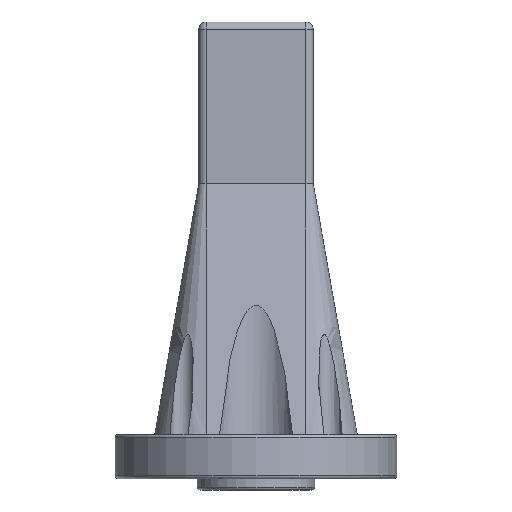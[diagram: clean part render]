
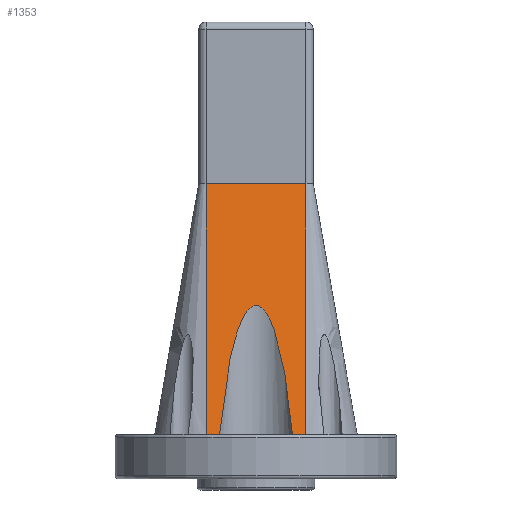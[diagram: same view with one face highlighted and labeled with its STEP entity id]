
A CAD part, front view. The second image highlights one B-rep face of the part: STEP entity #1353.
In plain terms, the highlighted planar face has unit normal (0, -0.985, 0.174).
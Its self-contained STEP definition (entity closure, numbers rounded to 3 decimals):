
#30=ELLIPSE('',#1547,15.837,2.75);
#75=PLANE('',#1562);
#83=LINE('',#2083,#149);
#86=LINE('',#2118,#152);
#122=LINE('',#2629,#188);
#128=LINE('',#2644,#194);
#129=LINE('',#2646,#195);
#149=VECTOR('',#1620,10.);
#152=VECTOR('',#1653,10.);
#188=VECTOR('',#1959,10.);
#194=VECTOR('',#1975,10.);
#195=VECTOR('',#1978,10.);
#327=FACE_OUTER_BOUND('',#423,.T.);
#423=EDGE_LOOP('',(#1187,#1188,#1189,#1190,#1191,#1192));
#560=VERTEX_POINT('',#2079);
#561=VERTEX_POINT('',#2080);
#562=VERTEX_POINT('',#2082);
#579=VERTEX_POINT('',#2116);
#655=VERTEX_POINT('',#2628);
#659=VERTEX_POINT('',#2642);
#682=EDGE_CURVE('',#562,#561,#83,.T.);
#700=EDGE_CURVE('',#560,#579,#86,.T.);
#821=EDGE_CURVE('',#561,#560,#30,.T.);
#832=EDGE_CURVE('',#655,#562,#122,.T.);
#840=EDGE_CURVE('',#659,#579,#128,.T.);
#841=EDGE_CURVE('',#659,#655,#129,.T.);
#1187=ORIENTED_EDGE('',*,*,#821,.T.);
#1188=ORIENTED_EDGE('',*,*,#700,.T.);
#1189=ORIENTED_EDGE('',*,*,#840,.F.);
#1190=ORIENTED_EDGE('',*,*,#841,.T.);
#1191=ORIENTED_EDGE('',*,*,#832,.T.);
#1192=ORIENTED_EDGE('',*,*,#682,.T.);
#1353=ADVANCED_FACE('',(#327),#75,.T.);
#1547=AXIS2_PLACEMENT_3D('',#2586,#1937,#1938);
#1562=AXIS2_PLACEMENT_3D('',#2645,#1976,#1977);
#1620=DIRECTION('',(1.,0.,0.));
#1653=DIRECTION('',(1.,0.,0.));
#1937=DIRECTION('center_axis',(0.,0.985,-0.174));
#1938=DIRECTION('ref_axis',(0.,0.174,0.985));
#1959=DIRECTION('',(0.,-0.174,-0.985));
#1975=DIRECTION('',(0.,-0.174,-0.985));
#1976=DIRECTION('center_axis',(0.,-0.985,
0.174));
#1977=DIRECTION('ref_axis',(0.,-0.174,-0.985));
#1978=DIRECTION('',(-1.,0.,0.));
#2079=CARTESIAN_POINT('',(-1.434,-8.206,-15.828));
#2080=CARTESIAN_POINT('',(-6.378,-8.206,-15.828));
#2082=CARTESIAN_POINT('',(-7.285,-8.206,-15.828));
#2083=CARTESIAN_POINT('',(-5.846,-8.206,-15.828));
#2116=CARTESIAN_POINT('',(-0.526,-8.206,-15.828));
#2118=CARTESIAN_POINT('',(-5.846,-8.206,-15.828));
#2586=CARTESIAN_POINT('Origin',(-3.906,-9.411,-22.662));
#2628=CARTESIAN_POINT('',(-7.285,-5.206,1.186));
#2629=CARTESIAN_POINT('',(-7.285,-5.206,1.186));
#2642=CARTESIAN_POINT('',(-0.526,-5.206,1.186));
#2644=CARTESIAN_POINT('',(-0.526,-5.206,1.186));
#2645=CARTESIAN_POINT('Origin',(-5.846,-6.706,-7.321));
#2646=CARTESIAN_POINT('',(-5.846,-5.206,1.186));
